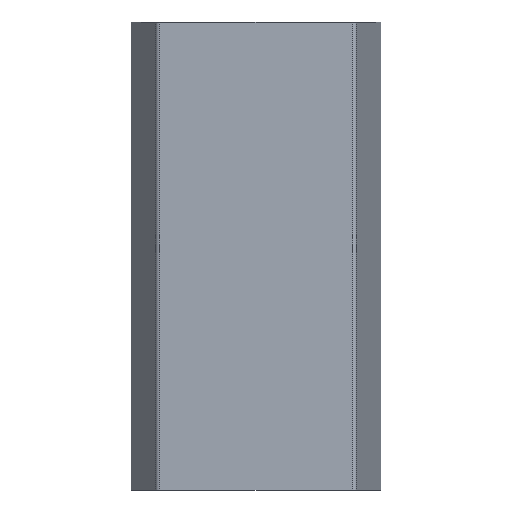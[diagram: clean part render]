
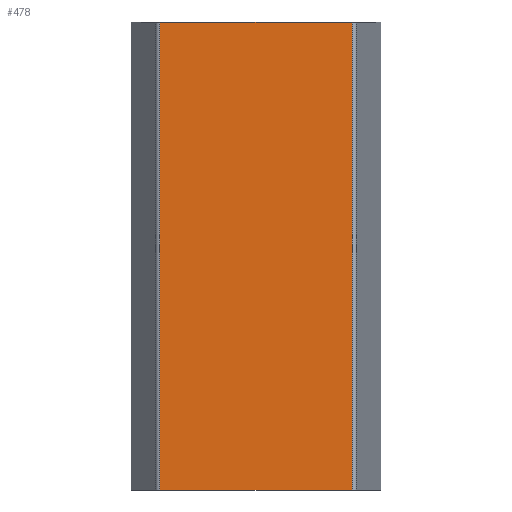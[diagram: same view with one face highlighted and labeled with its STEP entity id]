
A CAD part, front view. The second image highlights one B-rep face of the part: STEP entity #478.
In plain terms, the highlighted planar face has unit normal (0, -1, 0).
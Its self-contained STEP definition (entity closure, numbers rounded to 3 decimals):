
#20=PLANE($,#526);
#54=LINE($,#775,#97);
#55=LINE($,#779,#98);
#56=LINE($,#781,#99);
#57=LINE($,#782,#100);
#97=VECTOR($,#637,287.);
#98=VECTOR($,#642,118.322);
#99=VECTOR($,#643,287.);
#100=VECTOR($,#644,118.322);
#144=FACE_OUTER_BOUND($,#175,.T.);
#175=EDGE_LOOP($,(#384,#385,#386,#387));
#243=VERTEX_POINT($,#772);
#244=VERTEX_POINT($,#774);
#245=VERTEX_POINT($,#778);
#246=VERTEX_POINT($,#780);
#301=EDGE_CURVE($,#244,#243,#54,.T.);
#303=EDGE_CURVE($,#243,#245,#55,.T.);
#304=EDGE_CURVE($,#246,#245,#56,.T.);
#305=EDGE_CURVE($,#244,#246,#57,.T.);
#384=ORIENTED_EDGE($,*,*,#303,.T.);
#385=ORIENTED_EDGE($,*,*,#304,.F.);
#386=ORIENTED_EDGE($,*,*,#305,.F.);
#387=ORIENTED_EDGE($,*,*,#301,.T.);
#478=ADVANCED_FACE($,(#144),#20,.T.);
#526=AXIS2_PLACEMENT_3D($,#777,#640,#641);
#637=DIRECTION($,(0.,0.,1.));
#640=DIRECTION('center_axis',(0.,-1.,0.));
#641=DIRECTION('ref_axis',(0.,0.,-1.));
#642=DIRECTION($,(-1.,0.,0.));
#643=DIRECTION($,(0.,0.,1.));
#644=DIRECTION($,(-1.,0.,0.));
#772=CARTESIAN_POINT('',(134.161,-126.5,287.));
#774=CARTESIAN_POINT('',(134.161,-126.5,0.));
#775=CARTESIAN_POINT($,(134.161,-126.5,0.));
#777=CARTESIAN_POINT('Origin',(134.161,-126.5,0.));
#778=CARTESIAN_POINT('',(15.839,-126.5,287.));
#779=CARTESIAN_POINT($,(134.161,-126.5,287.));
#780=CARTESIAN_POINT('',(15.839,-126.5,0.));
#781=CARTESIAN_POINT($,(15.839,-126.5,0.));
#782=CARTESIAN_POINT($,(134.161,-126.5,0.));
